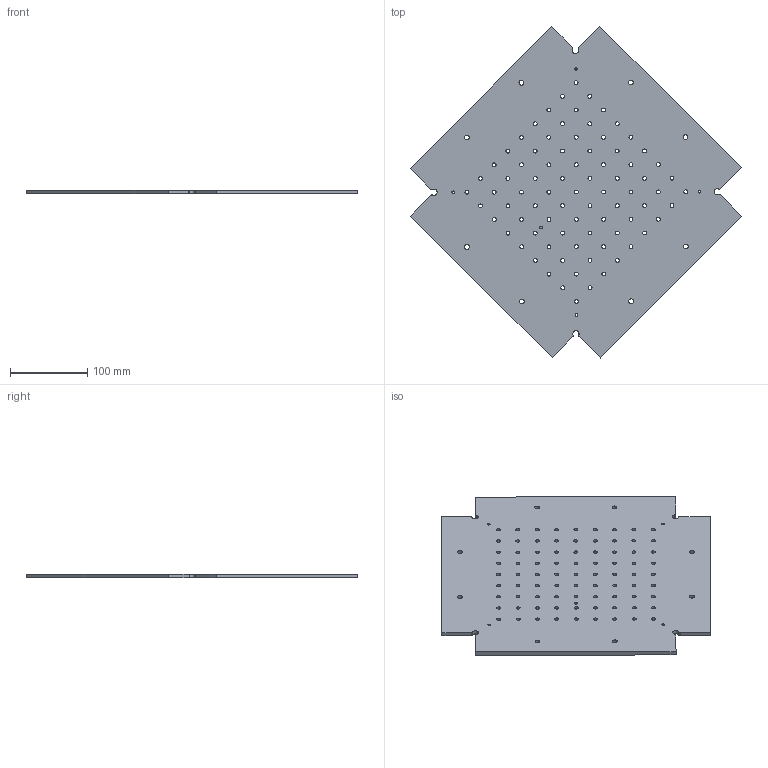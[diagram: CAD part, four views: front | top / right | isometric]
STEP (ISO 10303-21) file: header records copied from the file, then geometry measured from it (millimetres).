
FILE_DESCRIPTION(/* description */ (''),/* implementation_level */ '2;1');
FILE_NAME(/* name */ 'Breadboard_LCOS.stp',/* time_stamp */ '2022-05-30T13:18:34-03:00',/* author */ ('santiago'),/* organization */ (''),/* preprocessor_version */ 'ST-DEVELOPER v18.1',/* originating_system */ 'Autodesk Inventor 2022',/* authorisation */ '');
FILE_SCHEMA (('AUTOMOTIVE_DESIGN { 1 0 10303 214 3 1 1 }'));
Length unit declared in the file: millimetre
Products named in the file (1): Breadboard_LCOS
Bounding box: 428.61 x 429.21 x 5 mm (x, y, z)
Volume: 553156.2 mm3; surface area: 235799.4 mm2
Topology: 1 solids, 1 shells, 121 faces, 354 edges, 236 vertices
Faces by surface type: cylinder 106, plane 15
Full cylindrical faces by diameter (mm): 3.3 x5, 5 x81, 6.3 x8
Entity records: 4584 total; most frequent: DIRECTION 810, CARTESIAN_POINT 715, ORIENTED_EDGE 708, EDGE_CURVE 354, AXIS2_PLACEMENT_3D 334, EDGE_LOOP 308, VERTEX_POINT 236, CIRCLE 212
